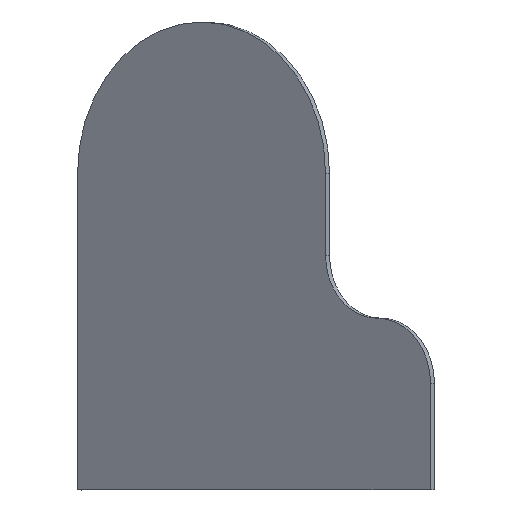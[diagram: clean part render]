
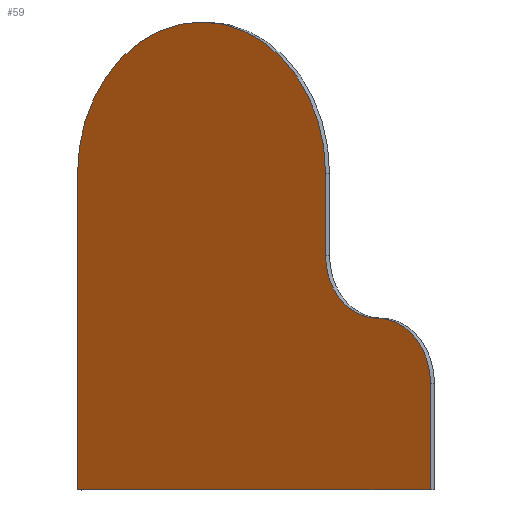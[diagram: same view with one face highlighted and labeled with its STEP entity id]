
A CAD part, top view. The second image highlights one B-rep face of the part: STEP entity #59.
In plain terms, the highlighted planar face has unit normal (-0.574, 0, 0.819).
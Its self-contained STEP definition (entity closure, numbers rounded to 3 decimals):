
#21 = EDGE_CURVE('',#22,#24,#26,.T.);
#22 = VERTEX_POINT('',#23);
#23 = CARTESIAN_POINT('',(21.549,0.,59.071));
#24 = VERTEX_POINT('',#25);
#25 = CARTESIAN_POINT('',(-32.27,0.,21.387));
#26 = CIRCLE('',#27,32.85);
#27 = AXIS2_PLACEMENT_3D('',#28,#29,#30);
#28 = CARTESIAN_POINT('',(-5.36,0.,40.229));
#29 = DIRECTION('',(-0.574,-0.,0.819));
#30 = DIRECTION('',(0.819,0.,0.574));
#59 = ADVANCED_FACE('',(#60),#127,.T.);
#60 = FACE_BOUND('',#61,.T.);
#61 = EDGE_LOOP('',(#62,#70,#71,#79,#87,#95,#103,#111,#120));
#62 = ORIENTED_EDGE('',*,*,#63,.F.);
#63 = EDGE_CURVE('',#22,#64,#66,.T.);
#64 = VERTEX_POINT('',#65);
#65 = CARTESIAN_POINT('',(21.549,-17.85,59.071));
#66 = LINE('',#67,#68);
#67 = CARTESIAN_POINT('',(21.549,-69.325,59.071));
#68 = VECTOR('',#69,1.);
#69 = DIRECTION('',(0.,-1.,0.));
#70 = ORIENTED_EDGE('',*,*,#21,.T.);
#71 = ORIENTED_EDGE('',*,*,#72,.T.);
#72 = EDGE_CURVE('',#24,#73,#75,.T.);
#73 = VERTEX_POINT('',#74);
#74 = CARTESIAN_POINT('',(-32.27,-45.65,21.387));
#75 = LINE('',#76,#77);
#76 = CARTESIAN_POINT('',(-32.27,-69.325,21.387));
#77 = VECTOR('',#78,1.);
#78 = DIRECTION('',(0.,-1.,0.));
#79 = ORIENTED_EDGE('',*,*,#80,.T.);
#80 = EDGE_CURVE('',#73,#81,#83,.T.);
#81 = VERTEX_POINT('',#82);
#82 = CARTESIAN_POINT('',(-32.27,-68.65,21.387));
#83 = LINE('',#84,#85);
#84 = CARTESIAN_POINT('',(-32.27,-69.325,21.387));
#85 = VECTOR('',#86,1.);
#86 = DIRECTION('',(0.,-1.,0.));
#87 = ORIENTED_EDGE('',*,*,#88,.T.);
#88 = EDGE_CURVE('',#81,#89,#91,.T.);
#89 = VERTEX_POINT('',#90);
#90 = CARTESIAN_POINT('',(21.549,-68.65,59.071));
#91 = LINE('',#92,#93);
#92 = CARTESIAN_POINT('',(-32.741,-68.65,21.057));
#93 = VECTOR('',#94,1.);
#94 = DIRECTION('',(0.819,0.,0.574));
#95 = ORIENTED_EDGE('',*,*,#96,.T.);
#96 = EDGE_CURVE('',#89,#97,#99,.T.);
#97 = VERTEX_POINT('',#98);
#98 = CARTESIAN_POINT('',(44.321,-68.65,75.016));
#99 = LINE('',#100,#101);
#100 = CARTESIAN_POINT('',(-32.741,-68.65,21.057));
#101 = VECTOR('',#102,1.);
#102 = DIRECTION('',(0.819,0.,0.574));
#103 = ORIENTED_EDGE('',*,*,#104,.F.);
#104 = EDGE_CURVE('',#105,#97,#107,.T.);
#105 = VERTEX_POINT('',#106);
#106 = CARTESIAN_POINT('',(44.321,-45.65,75.016));
#107 = LINE('',#108,#109);
#108 = CARTESIAN_POINT('',(44.321,-69.325,75.016));
#109 = VECTOR('',#110,1.);
#110 = DIRECTION('',(0.,-1.,0.));
#111 = ORIENTED_EDGE('',*,*,#112,.T.);
#112 = EDGE_CURVE('',#105,#113,#115,.T.);
#113 = VERTEX_POINT('',#114);
#114 = CARTESIAN_POINT('',(32.689,-31.45,66.871));
#115 = CIRCLE('',#116,14.2);
#116 = AXIS2_PLACEMENT_3D('',#117,#118,#119);
#117 = CARTESIAN_POINT('',(32.689,-45.65,66.871));
#118 = DIRECTION('',(-0.574,-0.,0.819));
#119 = DIRECTION('',(0.819,0.,0.574));
#120 = ORIENTED_EDGE('',*,*,#121,.F.);
#121 = EDGE_CURVE('',#64,#113,#122,.T.);
#122 = CIRCLE('',#123,13.6);
#123 = AXIS2_PLACEMENT_3D('',#124,#125,#126);
#124 = CARTESIAN_POINT('',(32.689,-17.85,66.871));
#125 = DIRECTION('',(-0.574,0.,0.819));
#126 = DIRECTION('',(-0.819,0.,-0.574));
#127 = PLANE('',#128);
#128 = AXIS2_PLACEMENT_3D('',#129,#130,#131);
#129 = CARTESIAN_POINT('',(-33.212,-70.,20.727));
#130 = DIRECTION('',(-0.574,0.,0.819));
#131 = DIRECTION('',(0.819,0.,0.574));
